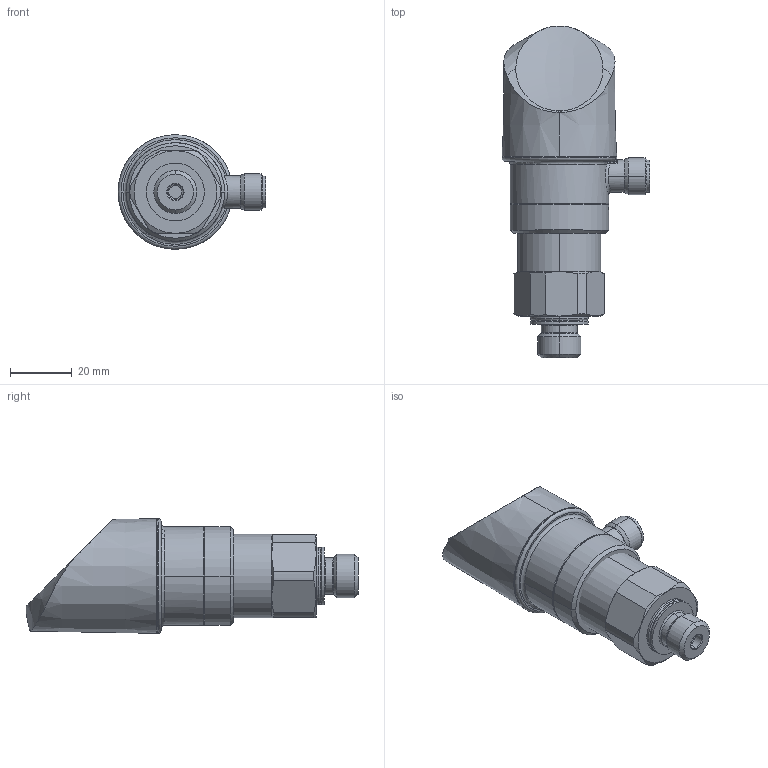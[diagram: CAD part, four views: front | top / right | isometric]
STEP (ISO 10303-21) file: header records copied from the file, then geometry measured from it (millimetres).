
FILE_DESCRIPTION (( 'STEP AP214' ), '1' );
FILE_NAME ('8381.XX.XX.31.35.STEP', '2017-06-27T07:44:44', ( 'upgadmin' ), ( 'Hewlett-Packard Company' ), 'SwSTEP 2.0', 'SolidWorks 2016', '' );
FILE_SCHEMA (( 'AUTOMOTIVE_DESIGN' ));
Length unit declared in the file: millimetre
Products named in the file (5): C29372_31; 8381.XX.XX.31.35; Display-5Pol
Assembly tree (2 placements, depth 2):
  C29372_31
  8381.XX.XX.31.35
    C29372_31
    Display-5Pol
  Display-5Pol
Bounding box: 48 x 107.74 x 37.2 mm (x, y, z)
Volume: 70842.7 mm3; surface area: 14937.7 mm2
Topology: 2 solids, 2 shells, 169 faces, 380 edges, 223 vertices
Faces by surface type: cylinder 57, cone 32, plane 31, torus 30, bspline 17, sphere 2
Entity records: 8163 total; most frequent: CARTESIAN_POINT 3553, DIRECTION 809, ORIENTED_EDGE 752, EDGE_CURVE 376, AXIS2_PLACEMENT_3D 353, VERTEX_POINT 223, CIRCLE 195, EDGE_LOOP 183
